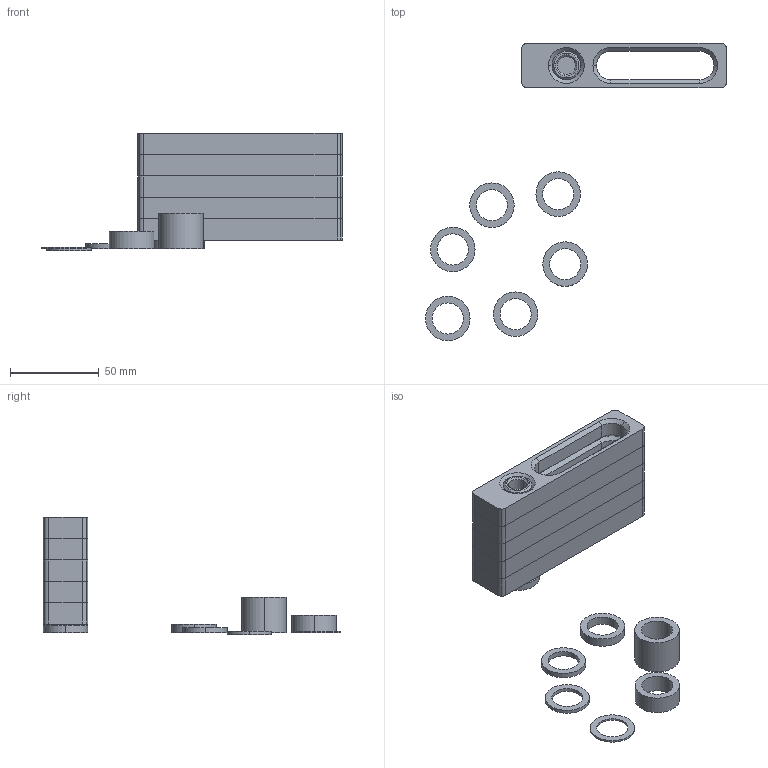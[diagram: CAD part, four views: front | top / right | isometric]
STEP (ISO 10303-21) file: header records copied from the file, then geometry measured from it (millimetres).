
FILE_DESCRIPTION(('STEP AP214'),'1');
FILE_NAME('160821.1.STP','2011-10-25T09:24:34',(' '),(' '),'Spatial InterOp 3D',' ',' ');
FILE_SCHEMA(('automotive_design'));
Length unit declared in the file: millimetre
Products named in the file (12): Zylinder; Quader
Bounding box: 169.12 x 167.11 x 66 mm (x, y, z)
Volume: 116836 mm3; surface area: 57116.5 mm2
Topology: 12 solids, 12 shells, 277 faces, 632 edges, 392 vertices
Faces by surface type: cylinder 122, plane 87, cone 68
Entity records: 10371 total; most frequent: DIRECTION 1522, CARTESIAN_POINT 1313, ORIENTED_EDGE 1264, EDGE_CURVE 632, AXIS2_PLACEMENT_3D 601, VERTEX_POINT 392, EDGE_LOOP 322, LINE 320
